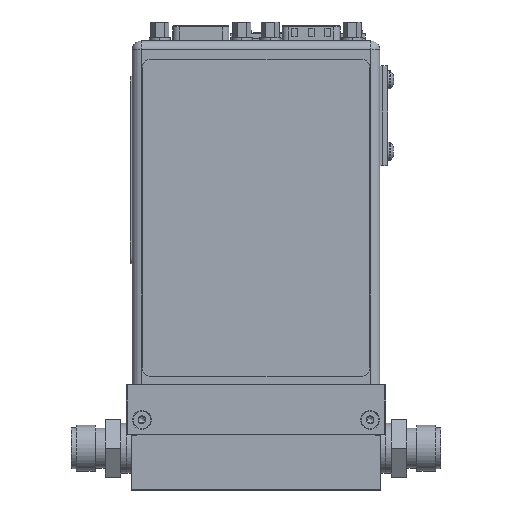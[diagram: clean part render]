
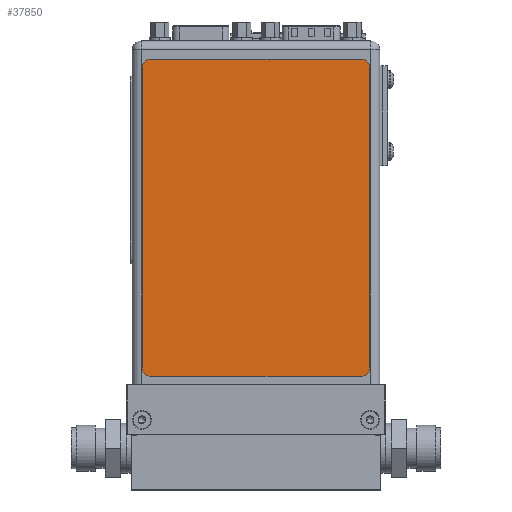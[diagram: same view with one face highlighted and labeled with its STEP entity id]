
A CAD part, top view. The second image highlights one B-rep face of the part: STEP entity #37850.
In plain terms, the highlighted planar face has unit normal (0, 0, 1).
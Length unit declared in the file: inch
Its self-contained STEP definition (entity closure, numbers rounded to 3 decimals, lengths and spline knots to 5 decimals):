
#37607=CARTESIAN_POINT('',(2.63,3.71,0.004));
#37608=DIRECTION('',(0.,0.,1.));
#37609=DIRECTION('',(1.,0.,0.));
#37610=AXIS2_PLACEMENT_3D('',#37607,#37608,#37609);
#37615=DIRECTION('',(0.,1.,0.));
#37616=VECTOR('',#37615,3.61);
#37617=CARTESIAN_POINT('',(2.73,0.1,0.004));
#37618=LINE('',#37617,#37616);
#37622=CARTESIAN_POINT('',(2.63,0.1,0.004));
#37623=DIRECTION('',(0.,0.,1.));
#37624=DIRECTION('',(0.,-1.,0.));
#37625=AXIS2_PLACEMENT_3D('',#37622,#37623,#37624);
#37630=DIRECTION('',(1.,0.,0.));
#37631=VECTOR('',#37630,2.53);
#37632=CARTESIAN_POINT('',(0.1,0.,0.004));
#37633=LINE('',#37632,#37631);
#37637=CARTESIAN_POINT('',(0.1,0.1,0.004));
#37638=DIRECTION('',(0.,0.,1.));
#37639=DIRECTION('',(-1.,0.,0.));
#37640=AXIS2_PLACEMENT_3D('',#37637,#37638,#37639);
#37645=DIRECTION('',(0.,-1.,0.));
#37646=VECTOR('',#37645,3.61);
#37647=CARTESIAN_POINT('',(0.,3.71,0.004));
#37648=LINE('',#37647,#37646);
#37652=CARTESIAN_POINT('',(0.1,3.71,0.004));
#37653=DIRECTION('',(0.,0.,1.));
#37654=DIRECTION('',(0.,1.,0.));
#37655=AXIS2_PLACEMENT_3D('',#37652,#37653,#37654);
#37660=DIRECTION('',(-1.,0.,0.));
#37661=VECTOR('',#37660,2.53);
#37662=CARTESIAN_POINT('',(2.63,3.81,0.004));
#37663=LINE('',#37662,#37661);
#37671=CARTESIAN_POINT('',(2.73,3.71,0.004));
#37672=VERTEX_POINT('',#37671);
#37673=CARTESIAN_POINT('',(2.63,3.81,0.004));
#37674=VERTEX_POINT('',#37673);
#37679=CARTESIAN_POINT('',(0.1,3.81,0.004));
#37680=VERTEX_POINT('',#37679);
#37681=CARTESIAN_POINT('',(0.,3.71,0.004));
#37682=VERTEX_POINT('',#37681);
#37687=CARTESIAN_POINT('',(0.,0.1,0.004));
#37688=VERTEX_POINT('',#37687);
#37689=CARTESIAN_POINT('',(0.1,0.,0.004));
#37690=VERTEX_POINT('',#37689);
#37693=CARTESIAN_POINT('',(2.73,0.1,0.004));
#37694=VERTEX_POINT('',#37693);
#37697=CARTESIAN_POINT('',(2.63,0.,0.004));
#37698=VERTEX_POINT('',#37697);
#37835=CARTESIAN_POINT('',(0.,0.,0.004));
#37836=DIRECTION('',(0.,0.,1.));
#37837=DIRECTION('',(1.,0.,0.));
#37838=AXIS2_PLACEMENT_3D('',#37835,#37836,#37837);
#37839=PLANE('',#37838);
#37840=ORIENTED_EDGE('',*,*,#37731,.F.);
#37841=ORIENTED_EDGE('',*,*,#37747,.F.);
#37842=ORIENTED_EDGE('',*,*,#37760,.F.);
#37843=ORIENTED_EDGE('',*,*,#37773,.F.);
#37844=ORIENTED_EDGE('',*,*,#37788,.F.);
#37845=ORIENTED_EDGE('',*,*,#37801,.F.);
#37846=ORIENTED_EDGE('',*,*,#37816,.F.);
#37847=ORIENTED_EDGE('',*,*,#37828,.F.);
#37848=EDGE_LOOP('',(#37840,#37841,#37842,#37843,#37844,#37845,#37846,#37847));
#37849=FACE_OUTER_BOUND('',#37848,.F.);
#37850=ADVANCED_FACE('',(#37849),#37839,.T.);
#37611=CIRCLE('',#37610,0.1);
#37626=CIRCLE('',#37625,0.1);
#37641=CIRCLE('',#37640,0.1);
#37656=CIRCLE('',#37655,0.1);
#37731=EDGE_CURVE('',#37672,#37674,#37611,.T.);
#37747=EDGE_CURVE('',#37694,#37672,#37618,.T.);
#37760=EDGE_CURVE('',#37698,#37694,#37626,.T.);
#37773=EDGE_CURVE('',#37690,#37698,#37633,.T.);
#37788=EDGE_CURVE('',#37688,#37690,#37641,.T.);
#37801=EDGE_CURVE('',#37682,#37688,#37648,.T.);
#37816=EDGE_CURVE('',#37680,#37682,#37656,.T.);
#37828=EDGE_CURVE('',#37674,#37680,#37663,.T.);
